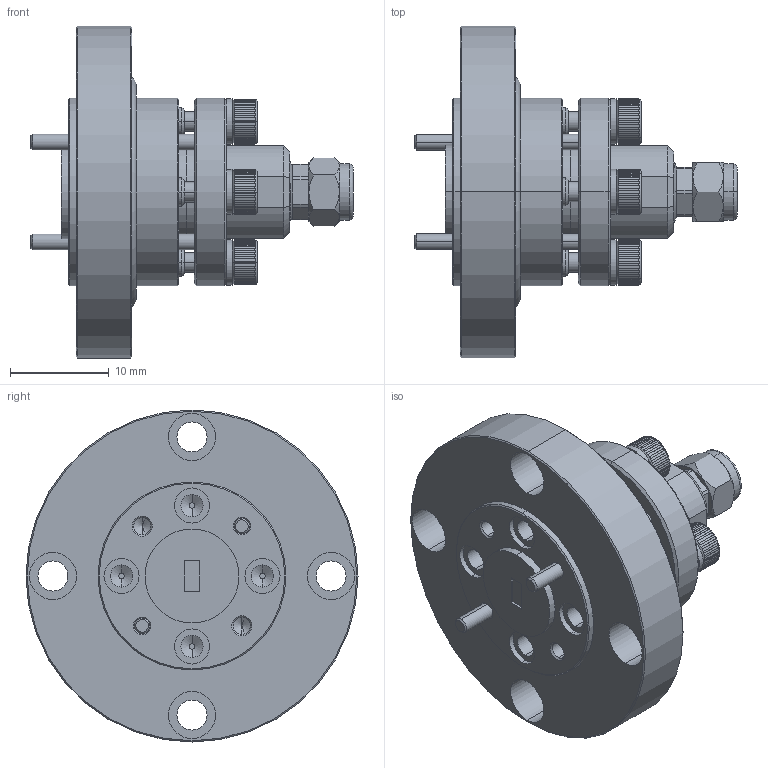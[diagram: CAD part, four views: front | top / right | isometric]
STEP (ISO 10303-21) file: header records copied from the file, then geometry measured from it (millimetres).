
FILE_DESCRIPTION (( 'STEP AP203' ), '1' );
FILE_NAME ('SWC-121M-E1-WR.STEP', '2019-06-03T21:36:00', ( '' ), ( '' ), 'SwSTEP 2.0', 'SolidWorks 2016', '' );
FILE_SCHEMA (( 'CONFIG_CONTROL_DESIGN' ));
Length unit declared in the file: inch
Products named in the file (1): SWC-121M-E1-WR
Bounding box: 32.64 x 33.66 x 33.66 mm (x, y, z)
Volume: 7979.6 mm3; surface area: 6734.2 mm2
Topology: 22 solids, 22 shells, 1106 faces, 2797 edges, 1765 vertices
Faces by surface type: plane 538, cylinder 364, cone 186, torus 16, bspline 2
Entity records: 36381 total; most frequent: CARTESIAN_POINT 10869, ORIENTED_EDGE 5546, DIRECTION 4950, EDGE_CURVE 2773, AXIS2_PLACEMENT_3D 1931, VERTEX_POINT 1765, EDGE_LOOP 1198, ADVANCED_FACE 1106
